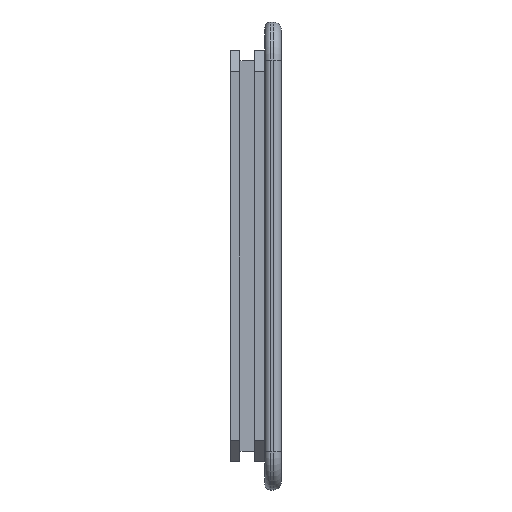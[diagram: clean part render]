
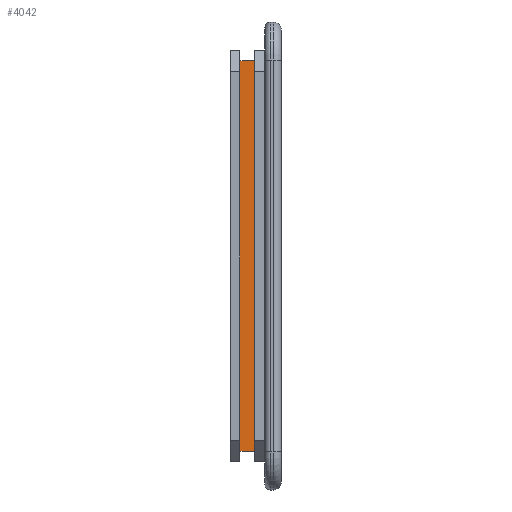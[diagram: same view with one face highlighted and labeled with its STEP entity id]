
A CAD part, left-side view. The second image highlights one B-rep face of the part: STEP entity #4042.
In plain terms, the highlighted planar face has unit normal (-1, 0, 0).
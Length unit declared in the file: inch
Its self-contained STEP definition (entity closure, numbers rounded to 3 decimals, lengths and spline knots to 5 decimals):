
#133 = DIRECTION ( 'NONE',  ( 0., 0., 1. ) ) ;
#288 = CARTESIAN_POINT ( 'NONE',  ( 0.0715, 0.076, -0.0715 ) ) ;
#370 = VERTEX_POINT ( 'NONE', #4306 ) ;
#567 = CARTESIAN_POINT ( 'NONE',  ( 0.0715, 0.076, -0.7885 ) ) ;
#747 = EDGE_CURVE ( 'NONE', #370, #2226, #1340, .T. ) ;
#842 = CARTESIAN_POINT ( 'NONE',  ( 0.0715, 0.049, -0.0715 ) ) ;
#869 = DIRECTION ( 'NONE',  ( 0., 1., 0. ) ) ;
#1306 = EDGE_LOOP ( 'NONE', ( #3912, #2339, #3422, #2435 ) ) ;
#1340 = LINE ( 'NONE', #2742, #2094 ) ;
#1639 = EDGE_CURVE ( 'NONE', #2226, #2135, #2788, .T. ) ;
#1685 = PLANE ( 'NONE',  #3702 ) ;
#2094 = VECTOR ( 'NONE', #2392, 39.37008 ) ;
#2124 = CARTESIAN_POINT ( 'NONE',  ( 0.0715, 0.049, -0.7885 ) ) ;
#2135 = VERTEX_POINT ( 'NONE', #288 ) ;
#2226 = VERTEX_POINT ( 'NONE', #3917 ) ;
#2339 = ORIENTED_EDGE ( 'NONE', *, *, #747, .F. ) ;
#2392 = DIRECTION ( 'NONE',  ( 0., 1., 0. ) ) ;
#2435 = ORIENTED_EDGE ( 'NONE', *, *, #4250, .T. ) ;
#2577 = CARTESIAN_POINT ( 'NONE',  ( 0.0715, 0.049, -0.7885 ) ) ;
#2691 = CARTESIAN_POINT ( 'NONE',  ( 0.0715, 0.049, -0.0715 ) ) ;
#2742 = CARTESIAN_POINT ( 'NONE',  ( 0.0715, 0.049, -0.7885 ) ) ;
#2788 = LINE ( 'NONE', #567, #3143 ) ;
#3143 = VECTOR ( 'NONE', #3425, 39.37008 ) ;
#3326 = VECTOR ( 'NONE', #869, 39.37008 ) ;
#3335 = LINE ( 'NONE', #2577, #3994 ) ;
#3422 = ORIENTED_EDGE ( 'NONE', *, *, #3437, .T. ) ;
#3425 = DIRECTION ( 'NONE',  ( 0., 0., 1. ) ) ;
#3437 = EDGE_CURVE ( 'NONE', #370, #4266, #3335, .T. ) ;
#3518 = FACE_OUTER_BOUND ( 'NONE', #1306, .T. ) ;
#3702 = AXIS2_PLACEMENT_3D ( 'NONE', #2124, #4261, #4238 ) ;
#3912 = ORIENTED_EDGE ( 'NONE', *, *, #1639, .F. ) ;
#3917 = CARTESIAN_POINT ( 'NONE',  ( 0.0715, 0.076, -0.7885 ) ) ;
#3994 = VECTOR ( 'NONE', #133, 39.37008 ) ;
#4042 = ADVANCED_FACE ( 'NONE', ( #3518 ), #1685, .T. ) ;
#4163 = LINE ( 'NONE', #842, #3326 ) ;
#4238 = DIRECTION ( 'NONE',  ( 0., 0., 1. ) ) ;
#4250 = EDGE_CURVE ( 'NONE', #4266, #2135, #4163, .T. ) ;
#4261 = DIRECTION ( 'NONE',  ( -1., 0., 0. ) ) ;
#4266 = VERTEX_POINT ( 'NONE', #2691 ) ;
#4306 = CARTESIAN_POINT ( 'NONE',  ( 0.0715, 0.049, -0.7885 ) ) ;
